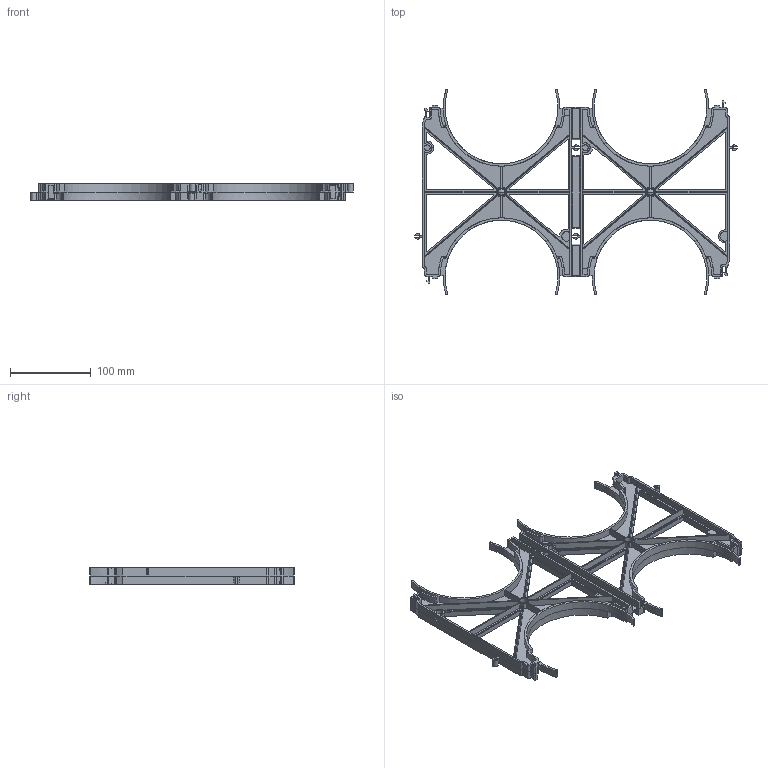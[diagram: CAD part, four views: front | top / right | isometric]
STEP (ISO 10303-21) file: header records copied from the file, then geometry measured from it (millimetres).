
FILE_DESCRIPTION (( 'STEP AP203' ), '1' );
FILE_NAME ('ÀÃÈÅ 060.02.001-07 Êëàñòåð 140.STEP', '2024-09-13T06:43:32', ( '' ), ( '' ), 'SwSTEP 2.0', 'SolidWorks 2022', '' );
FILE_SCHEMA (( 'CONFIG_CONTROL_DESIGN' ));
Products named in the file (1): АГИЕ 060.02.001-07 Кластер 140
Bounding box: 400.16 x 254.34 x 20 mm (x, y, z)
Volume: 188194.7 mm3; surface area: 183987.3 mm2
Topology: 1 solids, 1 shells, 1336 faces, 3686 edges, 2384 vertices
Faces by surface type: plane 712, bspline 269, cylinder 182, cone 165, sphere 8
Entity records: 49643 total; most frequent: CARTESIAN_POINT 19242, ORIENTED_EDGE 7372, DIRECTION 4865, EDGE_CURVE 3686, VERTEX_POINT 2384, LINE 1951, VECTOR 1951, AXIS2_PLACEMENT_3D 1457
